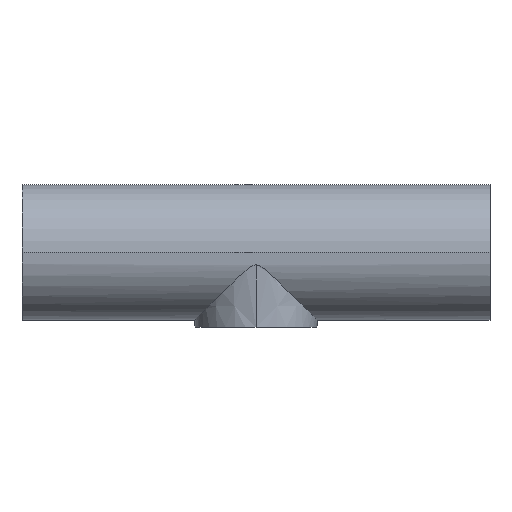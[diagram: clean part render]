
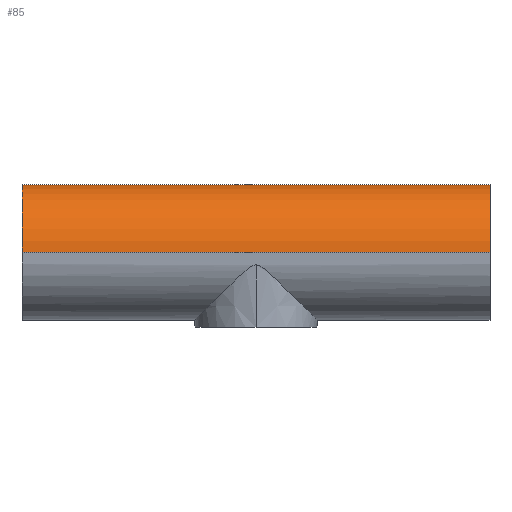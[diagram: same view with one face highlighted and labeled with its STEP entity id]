
A CAD part, top view. The second image highlights one B-rep face of the part: STEP entity #85.
In plain terms, the highlighted cylindrical face has radius 14.5 mm (diameter 29 mm), a partial arc.
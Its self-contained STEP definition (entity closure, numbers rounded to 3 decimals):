
#56 = CARTESIAN_POINT ( 'NONE',  ( 50., 16., 0. ) ) ;
#58 = VERTEX_POINT ( 'NONE', #99 ) ;
#64 = CARTESIAN_POINT ( 'NONE',  ( -50., 16., 0. ) ) ;
#67 = DIRECTION ( 'NONE',  ( 1., 0., 0. ) ) ;
#85 = ADVANCED_FACE ( 'NONE', ( #629 ), #114, .T. ) ;
#99 = CARTESIAN_POINT ( 'NONE',  ( -50., 16., 14.5 ) ) ;
#101 = CARTESIAN_POINT ( 'NONE',  ( -50., 16., -14.5 ) ) ;
#114 = CYLINDRICAL_SURFACE ( 'NONE', #511, 14.5 ) ;
#116 = DIRECTION ( 'NONE',  ( 0., 0., -1. ) ) ;
#132 = AXIS2_PLACEMENT_3D ( 'NONE', #262, #327, #116 ) ;
#161 = ORIENTED_EDGE ( 'NONE', *, *, #480, .F. ) ;
#163 = CARTESIAN_POINT ( 'NONE',  ( 50., 16., -14.5 ) ) ;
#165 = DIRECTION ( 'NONE',  ( 0., 0., -1. ) ) ;
#176 = CIRCLE ( 'NONE', #512, 14.5 ) ;
#195 = VERTEX_POINT ( 'NONE', #330 ) ;
#203 = DIRECTION ( 'NONE',  ( 0., 0., -1. ) ) ;
#207 = LINE ( 'NONE', #508, #527 ) ;
#250 = VECTOR ( 'NONE', #454, 1000. ) ;
#255 = DIRECTION ( 'NONE',  ( 1., 0., 0. ) ) ;
#260 = DIRECTION ( 'NONE',  ( 1., 0., 0. ) ) ;
#262 = CARTESIAN_POINT ( 'NONE',  ( -50., 16., 0. ) ) ;
#290 = EDGE_CURVE ( 'NONE', #195, #58, #395, .T. ) ;
#327 = DIRECTION ( 'NONE',  ( 1., 0., 0. ) ) ;
#330 = CARTESIAN_POINT ( 'NONE',  ( -50., 16., -14.5 ) ) ;
#340 = VERTEX_POINT ( 'NONE', #569 ) ;
#395 = CIRCLE ( 'NONE', #132, 14.5 ) ;
#406 = VERTEX_POINT ( 'NONE', #163 ) ;
#454 = DIRECTION ( 'NONE',  ( 1., 0., 0. ) ) ;
#460 = EDGE_CURVE ( 'NONE', #406, #340, #176, .T. ) ;
#474 = ORIENTED_EDGE ( 'NONE', *, *, #290, .T. ) ;
#480 = EDGE_CURVE ( 'NONE', #195, #406, #502, .T. ) ;
#502 = LINE ( 'NONE', #101, #250 ) ;
#508 = CARTESIAN_POINT ( 'NONE',  ( -50., 16., 14.5 ) ) ;
#511 = AXIS2_PLACEMENT_3D ( 'NONE', #64, #67, #165 ) ;
#512 = AXIS2_PLACEMENT_3D ( 'NONE', #56, #255, #203 ) ;
#515 = EDGE_CURVE ( 'NONE', #58, #340, #207, .T. ) ;
#527 = VECTOR ( 'NONE', #260, 1000. ) ;
#563 = ORIENTED_EDGE ( 'NONE', *, *, #460, .F. ) ;
#568 = ORIENTED_EDGE ( 'NONE', *, *, #515, .T. ) ;
#569 = CARTESIAN_POINT ( 'NONE',  ( 50., 16., 14.5 ) ) ;
#627 = EDGE_LOOP ( 'NONE', ( #474, #568, #563, #161 ) ) ;
#629 = FACE_OUTER_BOUND ( 'NONE', #627, .T. ) ;
